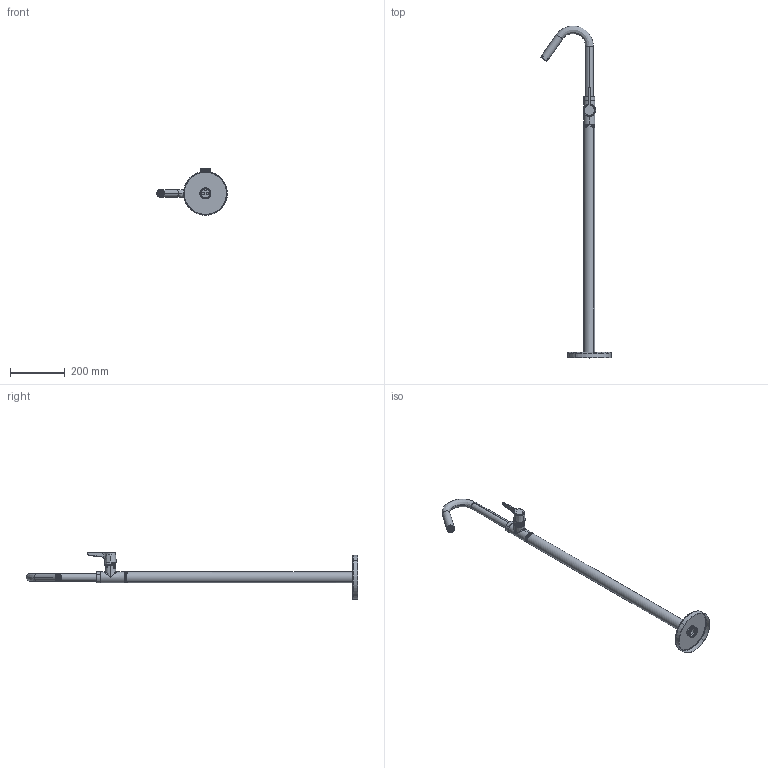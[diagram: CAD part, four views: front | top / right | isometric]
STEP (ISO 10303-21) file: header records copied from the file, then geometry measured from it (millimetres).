
FILE_DESCRIPTION (( 'STEP AP203' ), '1' );
FILE_NAME ('91AP07883.STEP', '2023-11-15T11:04:14', ( '' ), ( '' ), 'SwSTEP 2.0', 'SolidWorks 2021', '' );
FILE_SCHEMA (( 'CONFIG_CONTROL_DESIGN' ));
Length unit declared in the file: millimetre
Products named in the file (1): 91AP07883
Bounding box: 257.97 x 1211.6 x 169.8 mm (x, y, z)
Volume: 391168.6 mm3; surface area: 397602.7 mm2
Topology: 9 solids, 9 shells, 1646 faces, 4163 edges, 2757 vertices
Faces by surface type: plane 1218, cylinder 335, bspline 60, cone 17, torus 14, sphere 2
Entity records: 73483 total; most frequent: CARTESIAN_POINT 34483, ORIENTED_EDGE 8322, DIRECTION 7433, EDGE_CURVE 4161, LINE 3231, VECTOR 3231, VERTEX_POINT 2757, AXIS2_PLACEMENT_3D 2101
